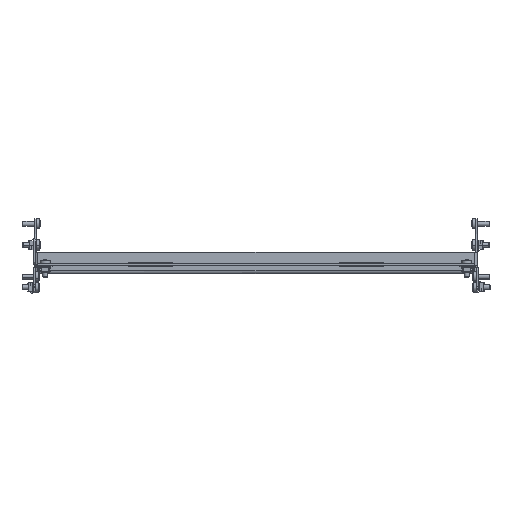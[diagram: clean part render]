
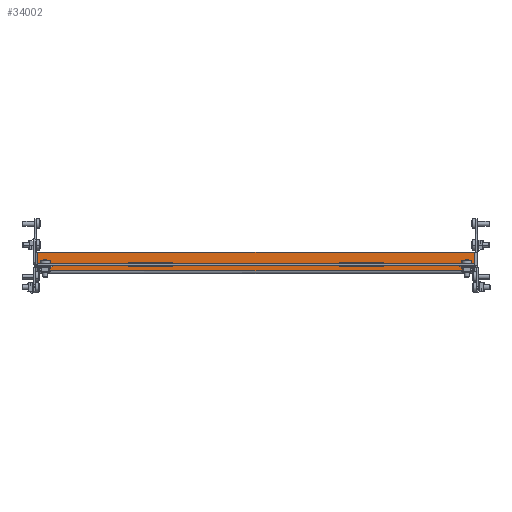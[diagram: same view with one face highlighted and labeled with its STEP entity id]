
A CAD part, front view. The second image highlights one B-rep face of the part: STEP entity #34002.
In plain terms, the highlighted face is planar.
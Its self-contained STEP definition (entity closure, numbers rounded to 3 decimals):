
#367 = VERTEX_POINT ( 'NONE', #31730 ) ;
#1247 = EDGE_CURVE ( 'NONE', #367, #15702, #12025, .T. ) ;
#1322 = VECTOR ( 'NONE', #28364, 1000. ) ;
#1388 = CARTESIAN_POINT ( 'NONE',  ( 35., 56., -110.5 ) ) ;
#3435 = CARTESIAN_POINT ( 'NONE',  ( 35., 39.746, -519.5 ) ) ;
#3898 = EDGE_CURVE ( 'NONE', #15702, #6795, #28795, .T. ) ;
#4250 = PLANE ( 'NONE',  #26506 ) ;
#4565 = EDGE_CURVE ( 'NONE', #15676, #23606, #29472, .T. ) ;
#4731 = CARTESIAN_POINT ( 'NONE',  ( 35., 61.5, -519.5 ) ) ;
#5741 = LINE ( 'NONE', #20433, #29222 ) ;
#5970 = VECTOR ( 'NONE', #22067, 1000. ) ;
#6316 = ORIENTED_EDGE ( 'NONE', *, *, #16351, .F. ) ;
#6795 = VERTEX_POINT ( 'NONE', #30656 ) ;
#7021 = LINE ( 'NONE', #13588, #20486 ) ;
#7480 = DIRECTION ( 'NONE',  ( 0., -1., 0. ) ) ;
#7712 = CARTESIAN_POINT ( 'NONE',  ( 35., 65., -519.5 ) ) ;
#8510 = VECTOR ( 'NONE', #11951, 1000. ) ;
#8823 = CARTESIAN_POINT ( 'NONE',  ( 35., 61.5, -519.5 ) ) ;
#9458 = EDGE_CURVE ( 'NONE', #34829, #33063, #10884, .T. ) ;
#9698 = DIRECTION ( 'NONE',  ( 0., 0., 1. ) ) ;
#10332 = DIRECTION ( 'NONE',  ( 0., 1., 0. ) ) ;
#10884 = LINE ( 'NONE', #30813, #21825 ) ;
#11414 = EDGE_CURVE ( 'NONE', #12665, #33791, #7021, .T. ) ;
#11951 = DIRECTION ( 'NONE',  ( 0., 1., 0. ) ) ;
#11966 = EDGE_CURVE ( 'NONE', #19708, #23606, #27270, .T. ) ;
#12025 = LINE ( 'NONE', #31533, #17968 ) ;
#12665 = VERTEX_POINT ( 'NONE', #16137 ) ;
#12686 = ORIENTED_EDGE ( 'NONE', *, *, #18845, .T. ) ;
#13588 = CARTESIAN_POINT ( 'NONE',  ( 35., 56., -110.5 ) ) ;
#13623 = CARTESIAN_POINT ( 'NONE',  ( 35., 52., -162.5 ) ) ;
#13911 = EDGE_CURVE ( 'NONE', #6795, #19068, #21999, .T. ) ;
#14741 = ORIENTED_EDGE ( 'NONE', *, *, #9458, .F. ) ;
#15393 = EDGE_LOOP ( 'NONE', ( #27994, #26627, #22778, #33675 ) ) ;
#15676 = VERTEX_POINT ( 'NONE', #27621 ) ;
#15702 = VERTEX_POINT ( 'NONE', #25006 ) ;
#16137 = CARTESIAN_POINT ( 'NONE',  ( 35., 56., -162.5 ) ) ;
#16268 = VECTOR ( 'NONE', #18502, 1000. ) ;
#16351 = EDGE_CURVE ( 'NONE', #33063, #12665, #33033, .T. ) ;
#16914 = DIRECTION ( 'NONE',  ( 0., 1., 0. ) ) ;
#17968 = VECTOR ( 'NONE', #34115, 1000. ) ;
#18137 = EDGE_LOOP ( 'NONE', ( #21440, #6316, #14741, #20147 ) ) ;
#18371 = VECTOR ( 'NONE', #10332, 1000. ) ;
#18502 = DIRECTION ( 'NONE',  ( 0., 0., 1. ) ) ;
#18845 = EDGE_CURVE ( 'NONE', #33646, #19708, #32378, .T. ) ;
#19068 = VERTEX_POINT ( 'NONE', #19317 ) ;
#19304 = CARTESIAN_POINT ( 'NONE',  ( 35., 56., -412.5 ) ) ;
#19317 = CARTESIAN_POINT ( 'NONE',  ( 35., 56., -412.5 ) ) ;
#19708 = VERTEX_POINT ( 'NONE', #8823 ) ;
#19722 = DIRECTION ( 'NONE',  ( 0., 0., -1. ) ) ;
#19880 = FACE_BOUND ( 'NONE', #18137, .T. ) ;
#20141 = CARTESIAN_POINT ( 'NONE',  ( 35., 39.746, 0. ) ) ;
#20147 = ORIENTED_EDGE ( 'NONE', *, *, #23089, .F. ) ;
#20433 = CARTESIAN_POINT ( 'NONE',  ( 35., 56., -110.5 ) ) ;
#20486 = VECTOR ( 'NONE', #29368, 1000. ) ;
#20573 = ORIENTED_EDGE ( 'NONE', *, *, #11966, .T. ) ;
#20733 = DIRECTION ( 'NONE',  ( 0., 0., -1. ) ) ;
#21440 = ORIENTED_EDGE ( 'NONE', *, *, #11414, .F. ) ;
#21541 = VECTOR ( 'NONE', #19722, 1000. ) ;
#21825 = VECTOR ( 'NONE', #20733, 1000. ) ;
#21999 = LINE ( 'NONE', #19304, #5970 ) ;
#22009 = FACE_OUTER_BOUND ( 'NONE', #30081, .T. ) ;
#22067 = DIRECTION ( 'NONE',  ( 0., 1., 0. ) ) ;
#22679 = CARTESIAN_POINT ( 'NONE',  ( 35., 56., -162.5 ) ) ;
#22778 = ORIENTED_EDGE ( 'NONE', *, *, #3898, .F. ) ;
#23089 = EDGE_CURVE ( 'NONE', #33791, #34829, #5741, .T. ) ;
#23129 = CARTESIAN_POINT ( 'NONE',  ( 35., 0., 0. ) ) ;
#23250 = ORIENTED_EDGE ( 'NONE', *, *, #4565, .F. ) ;
#23355 = VECTOR ( 'NONE', #30937, 1000. ) ;
#23606 = VERTEX_POINT ( 'NONE', #28728 ) ;
#23745 = CARTESIAN_POINT ( 'NONE',  ( 35., 52., -110.5 ) ) ;
#25006 = CARTESIAN_POINT ( 'NONE',  ( 35., 52., -360.5 ) ) ;
#25493 = CARTESIAN_POINT ( 'NONE',  ( 35., 56., -412.5 ) ) ;
#25647 = VECTOR ( 'NONE', #16914, 1000. ) ;
#25880 = DIRECTION ( 'NONE',  ( -1., 0., 0. ) ) ;
#26506 = AXIS2_PLACEMENT_3D ( 'NONE', #23129, #25880, #9698 ) ;
#26627 = ORIENTED_EDGE ( 'NONE', *, *, #13911, .F. ) ;
#27200 = EDGE_CURVE ( 'NONE', #19068, #367, #34368, .T. ) ;
#27270 = LINE ( 'NONE', #4731, #16268 ) ;
#27532 = FACE_BOUND ( 'NONE', #15393, .T. ) ;
#27621 = CARTESIAN_POINT ( 'NONE',  ( 35., 39.746, -3.5 ) ) ;
#27699 = CARTESIAN_POINT ( 'NONE',  ( 35., 65., -3.5 ) ) ;
#27954 = CARTESIAN_POINT ( 'NONE',  ( 35., 52., -412.5 ) ) ;
#27994 = ORIENTED_EDGE ( 'NONE', *, *, #27200, .F. ) ;
#28364 = DIRECTION ( 'NONE',  ( 0., 0., -1. ) ) ;
#28728 = CARTESIAN_POINT ( 'NONE',  ( 35., 61.5, -3.5 ) ) ;
#28795 = LINE ( 'NONE', #27954, #21541 ) ;
#29222 = VECTOR ( 'NONE', #7480, 1000. ) ;
#29368 = DIRECTION ( 'NONE',  ( 0., 0., 1. ) ) ;
#29472 = LINE ( 'NONE', #27699, #25647 ) ;
#30081 = EDGE_LOOP ( 'NONE', ( #20573, #23250, #31157, #12686 ) ) ;
#30656 = CARTESIAN_POINT ( 'NONE',  ( 35., 52., -412.5 ) ) ;
#30813 = CARTESIAN_POINT ( 'NONE',  ( 35., 52., -110.5 ) ) ;
#30937 = DIRECTION ( 'NONE',  ( 0., 0., 1. ) ) ;
#31157 = ORIENTED_EDGE ( 'NONE', *, *, #33866, .T. ) ;
#31533 = CARTESIAN_POINT ( 'NONE',  ( 35., 56., -360.5 ) ) ;
#31730 = CARTESIAN_POINT ( 'NONE',  ( 35., 56., -360.5 ) ) ;
#32378 = LINE ( 'NONE', #7712, #18371 ) ;
#33033 = LINE ( 'NONE', #22679, #8510 ) ;
#33063 = VERTEX_POINT ( 'NONE', #13623 ) ;
#33507 = LINE ( 'NONE', #20141, #1322 ) ;
#33646 = VERTEX_POINT ( 'NONE', #3435 ) ;
#33675 = ORIENTED_EDGE ( 'NONE', *, *, #1247, .F. ) ;
#33791 = VERTEX_POINT ( 'NONE', #1388 ) ;
#33866 = EDGE_CURVE ( 'NONE', #15676, #33646, #33507, .T. ) ;
#34002 = ADVANCED_FACE ( 'NONE', ( #19880, #27532, #22009 ), #4250, .F. ) ;
#34115 = DIRECTION ( 'NONE',  ( 0., -1., 0. ) ) ;
#34368 = LINE ( 'NONE', #25493, #23355 ) ;
#34829 = VERTEX_POINT ( 'NONE', #23745 ) ;
